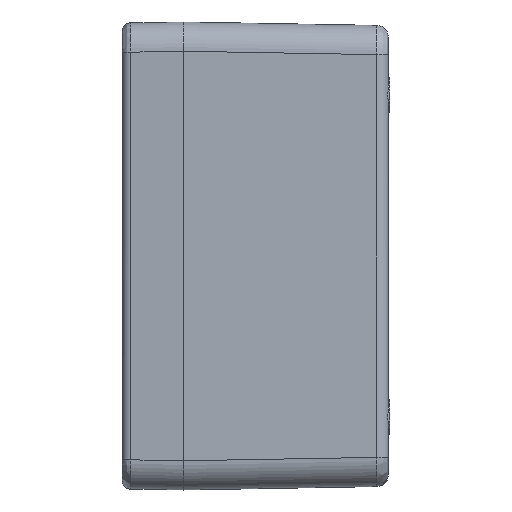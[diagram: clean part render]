
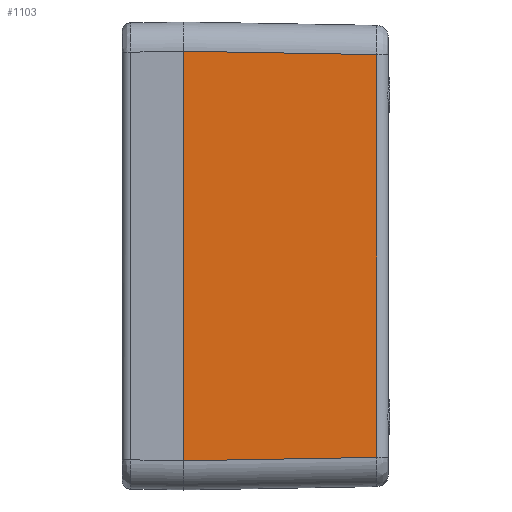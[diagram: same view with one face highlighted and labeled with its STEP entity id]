
A CAD part, left-side view. The second image highlights one B-rep face of the part: STEP entity #1103.
In plain terms, the highlighted planar face has unit normal (-1, -0.018, 0).
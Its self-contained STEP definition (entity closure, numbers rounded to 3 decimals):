
#377 = CARTESIAN_POINT ( 'NONE',  ( -130., 0., 70.002 ) ) ;
#496 = DIRECTION ( 'NONE',  ( 0., 0., -1. ) ) ;
#1103 = ADVANCED_FACE ( 'NONE', ( #10116 ), #3839, .T. ) ;
#1197 = B_SPLINE_CURVE_WITH_KNOTS ( 'NONE', 3,
 ( #5585, #9725, #1479, #9592 ),
 .UNSPECIFIED., .F., .F.,
 ( 4, 4 ),
 ( 0., 1. ),
 .UNSPECIFIED. ) ;
#1479 = CARTESIAN_POINT ( 'NONE',  ( -129.231, -44.047, -69.233 ) ) ;
#2362 = CARTESIAN_POINT ( 'NONE',  ( -129.616, -22.023, 69.617 ) ) ;
#2730 = CARTESIAN_POINT ( 'NONE',  ( -130., 0., 70.002 ) ) ;
#2771 = B_SPLINE_CURVE_WITH_KNOTS ( 'NONE', 3,
 ( #6908, #3971, #8118, #7177 ),
 .UNSPECIFIED., .F., .F.,
 ( 4, 4 ),
 ( 0., 1. ),
 .UNSPECIFIED. ) ;
#3404 = CARTESIAN_POINT ( 'NONE',  ( -130., 0., 70.002 ) ) ;
#3839 = PLANE ( 'NONE',  #7973 ) ;
#3971 = CARTESIAN_POINT ( 'NONE',  ( -128.847, -66.07, -22.949 ) ) ;
#4320 = EDGE_CURVE ( 'NONE', #5494, #11557, #2771, .T. ) ;
#5084 = DIRECTION ( 'NONE',  ( -1., -0.017, 0. ) ) ;
#5494 = VERTEX_POINT ( 'NONE', #12328 ) ;
#5585 = CARTESIAN_POINT ( 'NONE',  ( -130., 0., -70.002 ) ) ;
#5843 = ORIENTED_EDGE ( 'NONE', *, *, #10756, .F. ) ;
#6619 = B_SPLINE_CURVE_WITH_KNOTS ( 'NONE', 3,
 ( #377, #2362, #10924, #7602 ),
 .UNSPECIFIED., .F., .F.,
 ( 4, 4 ),
 ( 0., 1. ),
 .UNSPECIFIED. ) ;
#6908 = CARTESIAN_POINT ( 'NONE',  ( -128.847, -66.07, -68.848 ) ) ;
#6942 = ORIENTED_EDGE ( 'NONE', *, *, #4320, .T. ) ;
#7177 = CARTESIAN_POINT ( 'NONE',  ( -128.847, -66.07, 68.848 ) ) ;
#7402 = CARTESIAN_POINT ( 'NONE',  ( -130., 0., -70.002 ) ) ;
#7563 = EDGE_CURVE ( 'NONE', #9873, #9388, #11037, .T. ) ;
#7602 = CARTESIAN_POINT ( 'NONE',  ( -128.847, -66.07, 68.848 ) ) ;
#7973 = AXIS2_PLACEMENT_3D ( 'NONE', #13240, #5084, #12130 ) ;
#8118 = CARTESIAN_POINT ( 'NONE',  ( -128.847, -66.07, 22.949 ) ) ;
#9388 = VERTEX_POINT ( 'NONE', #7402 ) ;
#9592 = CARTESIAN_POINT ( 'NONE',  ( -128.847, -66.07, -68.848 ) ) ;
#9725 = CARTESIAN_POINT ( 'NONE',  ( -129.616, -22.023, -69.617 ) ) ;
#9777 = ORIENTED_EDGE ( 'NONE', *, *, #7563, .T. ) ;
#9873 = VERTEX_POINT ( 'NONE', #3404 ) ;
#10116 = FACE_OUTER_BOUND ( 'NONE', #12109, .T. ) ;
#10756 = EDGE_CURVE ( 'NONE', #9873, #11557, #6619, .T. ) ;
#10924 = CARTESIAN_POINT ( 'NONE',  ( -129.231, -44.047, 69.233 ) ) ;
#11037 = LINE ( 'NONE', #2730, #13231 ) ;
#11076 = CARTESIAN_POINT ( 'NONE',  ( -128.847, -66.07, 68.848 ) ) ;
#11453 = ORIENTED_EDGE ( 'NONE', *, *, #12818, .T. ) ;
#11557 = VERTEX_POINT ( 'NONE', #11076 ) ;
#12109 = EDGE_LOOP ( 'NONE', ( #5843, #9777, #11453, #6942 ) ) ;
#12130 = DIRECTION ( 'NONE',  ( -0.017, 1., 0. ) ) ;
#12328 = CARTESIAN_POINT ( 'NONE',  ( -128.847, -66.07, -68.848 ) ) ;
#12818 = EDGE_CURVE ( 'NONE', #9388, #5494, #1197, .T. ) ;
#13231 = VECTOR ( 'NONE', #496, 1000. ) ;
#13240 = CARTESIAN_POINT ( 'NONE',  ( -130., 0., -85.03 ) ) ;
